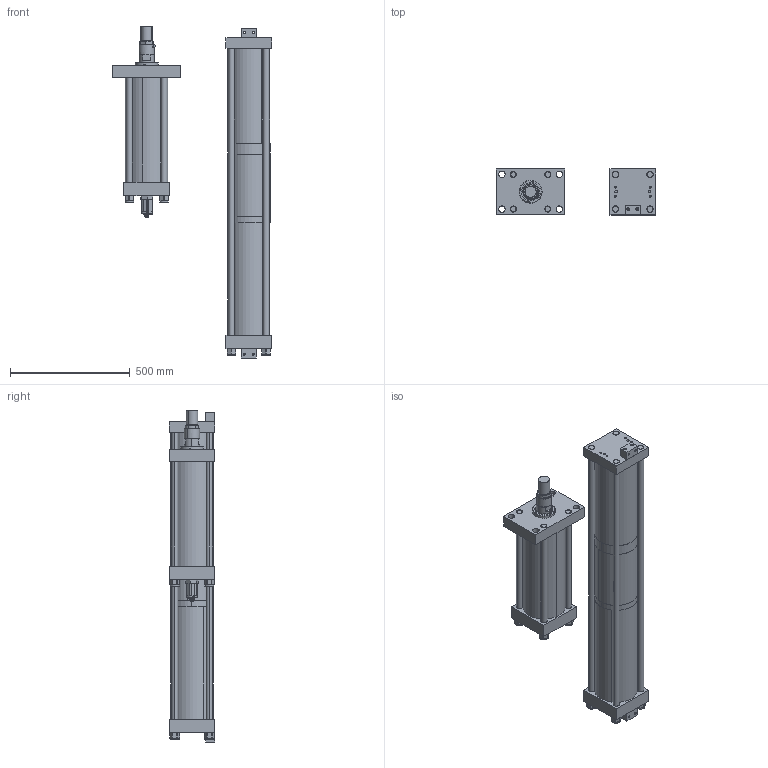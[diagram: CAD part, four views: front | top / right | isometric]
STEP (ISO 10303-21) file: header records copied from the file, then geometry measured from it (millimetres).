
FILE_DESCRIPTION (( 'STEP AP203' ), '1' );
FILE_NAME ('HPS-30-4.00-.50-FH-LT-LC.STEP', '2014-02-27T17:26:38', ( 'myvpn' ), ( '' ), 'SwSTEP 2.0', 'SolidWorks 2013', '' );
FILE_SCHEMA (( 'CONFIG_CONTROL_DESIGN' ));
Length unit declared in the file: inch
Products named in the file (19): E3003; E3011_4.0; E3061_.50; E3001_Work Rod HPI-30-4-.50-FH; ES3005_4.00-LT; E3013; E3060_4.0-LT; E3010; E3063_4.0-.50; E3062; E3059; Internal LT; E3064; E3004; LC-70; E30BRK; Nut30; HPS-30-4.00-.50-FH-LT-LC; ES3014_.50
Assembly tree (32 placements, depth 2):
  HPS-30-4.00-.50-FH-LT-LC
    E3059
    E3004
    Nut30  x8
    E3003
    E3001_Work Rod HPI-30-4-.50-FH
    E3013
    E3010
    E3062
    E3064
    E30BRK  x2
    ES3014_.50
    E3011_4.0
    E3061_.50
    ES3005_4.00-LT
    E3060_4.0-LT  x4
    E3063_4.0-.50  x4
    Internal LT
    LC-70
Bounding box: 665.34 x 190.5 x 1388.5 mm (x, y, z)
Volume: 25624374.8 mm3; surface area: 3361368.8 mm2
Topology: 33 solids, 33 shells, 928 faces, 2197 edges, 1392 vertices
Faces by surface type: cylinder 453, plane 365, cone 77, bspline 29, torus 4
Entity records: 24102 total; most frequent: CARTESIAN_POINT 5358, DIRECTION 3686, ORIENTED_EDGE 3160, EDGE_CURVE 1580, AXIS2_PLACEMENT_3D 1489, VERTEX_POINT 1020, EDGE_LOOP 862, CIRCLE 799
